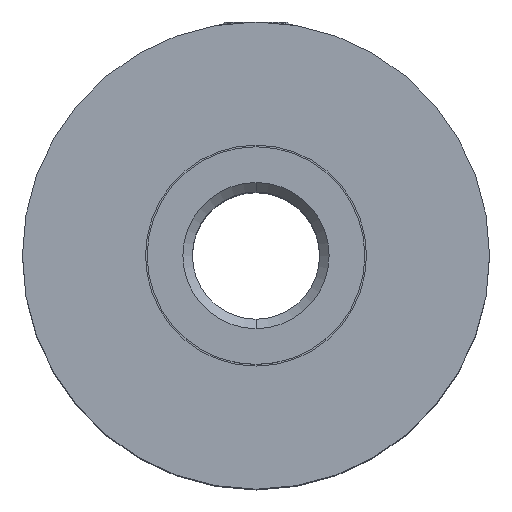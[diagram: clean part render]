
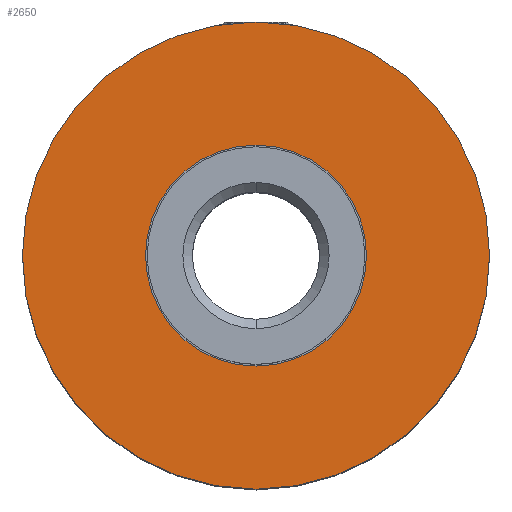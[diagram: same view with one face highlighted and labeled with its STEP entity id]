
A CAD part, top view. The second image highlights one B-rep face of the part: STEP entity #2650.
In plain terms, the highlighted planar face has unit normal (0, 0, 1).
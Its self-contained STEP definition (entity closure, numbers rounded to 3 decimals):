
#115=CARTESIAN_POINT('',(0.,0.,6.));
#116=DIRECTION('',(0.,0.,1.));
#117=DIRECTION('',(0.,1.,0.));
#118=AXIS2_PLACEMENT_3D('',#115,#116,#117);
#120=CARTESIAN_POINT('',(0.,0.,6.));
#121=DIRECTION('',(0.,0.,-1.));
#122=DIRECTION('',(0.,1.,0.));
#123=AXIS2_PLACEMENT_3D('',#120,#121,#122);
#135=CARTESIAN_POINT('',(0.,0.,6.));
#136=DIRECTION('',(0.,0.,1.));
#137=DIRECTION('',(1.,0.,0.));
#138=AXIS2_PLACEMENT_3D('',#135,#136,#137);
#140=CARTESIAN_POINT('',(0.,0.,6.));
#141=DIRECTION('',(0.,0.,1.));
#142=DIRECTION('',(-1.,0.,0.));
#143=AXIS2_PLACEMENT_3D('',#140,#141,#142);
#2121=CARTESIAN_POINT('',(0.,7.35,6.));
#2122=CARTESIAN_POINT('',(0.,-7.35,6.));
#2123=VERTEX_POINT('',#2121);
#2124=VERTEX_POINT('',#2122);
#2245=CARTESIAN_POINT('',(3.476,0.,6.));
#2246=CARTESIAN_POINT('',(-3.476,0.,6.));
#2247=VERTEX_POINT('',#2245);
#2248=VERTEX_POINT('',#2246);
#2633=CARTESIAN_POINT('',(0.,0.,6.));
#2634=DIRECTION('',(0.,0.,-1.));
#2635=DIRECTION('',(0.,-1.,0.));
#2636=AXIS2_PLACEMENT_3D('',#2633,#2634,#2635);
#2637=PLANE('',#2636);
#2639=ORIENTED_EDGE('',*,*,#2638,.F.);
#2641=ORIENTED_EDGE('',*,*,#2640,.T.);
#2642=EDGE_LOOP('',(#2639,#2641));
#2643=FACE_OUTER_BOUND('',#2642,.F.);
#2645=ORIENTED_EDGE('',*,*,#2644,.T.);
#2647=ORIENTED_EDGE('',*,*,#2646,.T.);
#2648=EDGE_LOOP('',(#2645,#2647));
#2649=FACE_BOUND('',#2648,.F.);
#119=CIRCLE('',#118,7.35);
#124=CIRCLE('',#123,7.35);
#139=CIRCLE('',#138,3.476);
#144=CIRCLE('',#143,3.476);
#2638=EDGE_CURVE('',#2123,#2124,#119,.T.);
#2640=EDGE_CURVE('',#2123,#2124,#124,.T.);
#2644=EDGE_CURVE('',#2247,#2248,#139,.T.);
#2646=EDGE_CURVE('',#2248,#2247,#144,.T.);
#2650=ADVANCED_FACE('',(#2643,#2649),#2637,.F.);
